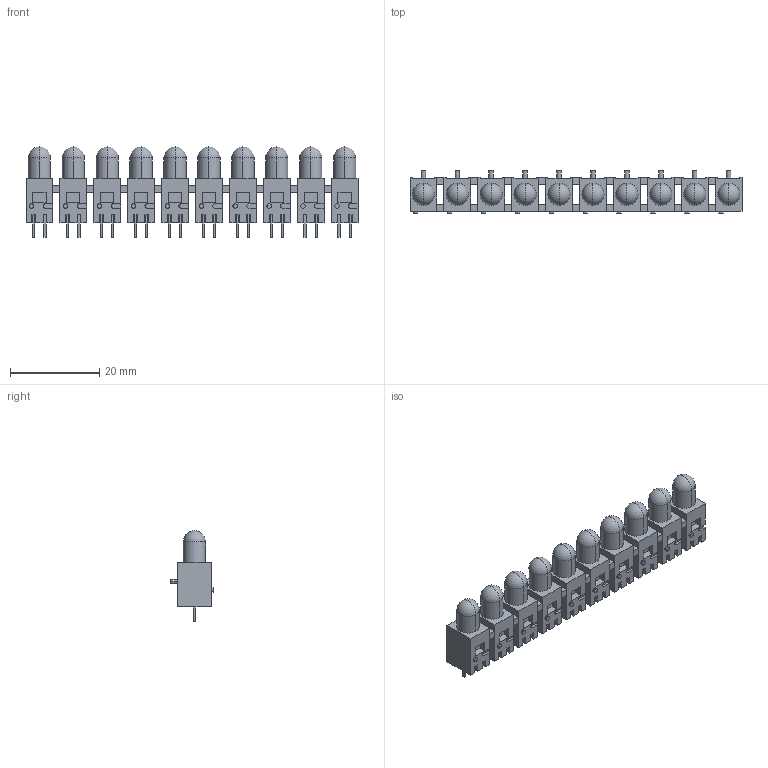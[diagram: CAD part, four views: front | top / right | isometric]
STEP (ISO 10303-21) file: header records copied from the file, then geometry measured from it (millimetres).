
FILE_DESCRIPTION((''),'2;1');
FILE_NAME('LED_MENTOR_2633.1180.stp','2012-11-28T10:58:55',(''),(''),'Mechanical Desktop 2011','Mechanical Desktop 2011',', , ');
FILE_SCHEMA(('AUTOMOTIVE_DESIGN { 1 2 10303 214 1 1 1 1 }'));
Length unit declared in the file: millimetre
Products named in the file (1): Product
Bounding box: 74.58 x 9.52 x 20.3 mm (x, y, z)
Volume: 5247.8 mm3; surface area: 7251.3 mm2
Topology: 78 solids, 78 shells, 728 faces, 1696 edges, 1114 vertices
Faces by surface type: plane 328, bspline 310, cylinder 70, sphere 20
Entity records: 20262 total; most frequent: CARTESIAN_POINT 4449, ORIENTED_EDGE 3352, DIRECTION 2674, EDGE_CURVE 1676, VECTOR 1516, LINE 1516, VERTEX_POINT 1114, EDGE_LOOP 738
